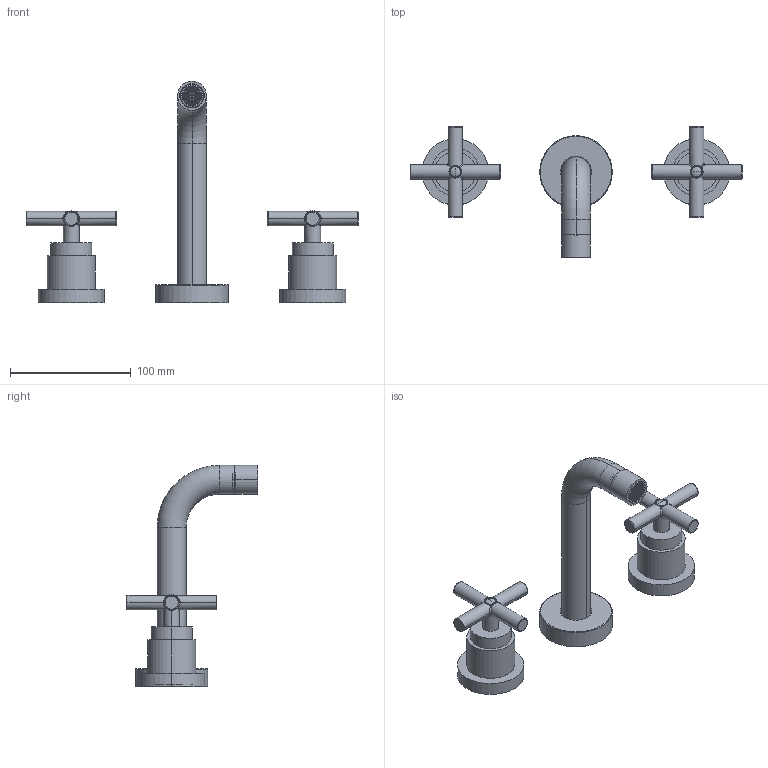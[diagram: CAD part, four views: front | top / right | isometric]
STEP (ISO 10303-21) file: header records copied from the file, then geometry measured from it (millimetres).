
FILE_DESCRIPTION((''),'2;1');
FILE_NAME('QTV003CR','2021-09-30T10:29:40',('ut3'),('PAFFONI SpA'),'CREO PARAMETRIC BY PTC INC, 2020044','CREO PARAMETRIC BY PTC INC, 2020044','');
FILE_SCHEMA(('CONFIG_CONTROL_DESIGN','SHAPE_APPEARANCE_LAYERS_GROUPS'));
Length unit declared in the file: millimetre
Products named in the file (1): QTV003CR
Bounding box: 275 x 108.7 x 183.4 mm (x, y, z)
Volume: 190689.6 mm3; surface area: 103657.4 mm2
Topology: 7 solids, 7 shells, 2284 faces, 6820 edges, 4444 vertices
Faces by surface type: plane 1822, cylinder 258, cone 88, torus 64, bspline 44, sphere 8
Entity records: 100186 total; most frequent: CARTESIAN_POINT 20218, ORIENTED_EDGE 13624, DIRECTION 12464, EDGE_CURVE 6812, VERTEX_POINT 4444, VECTOR 4310, LINE 4310, AXIS2_PLACEMENT_3D 4077
